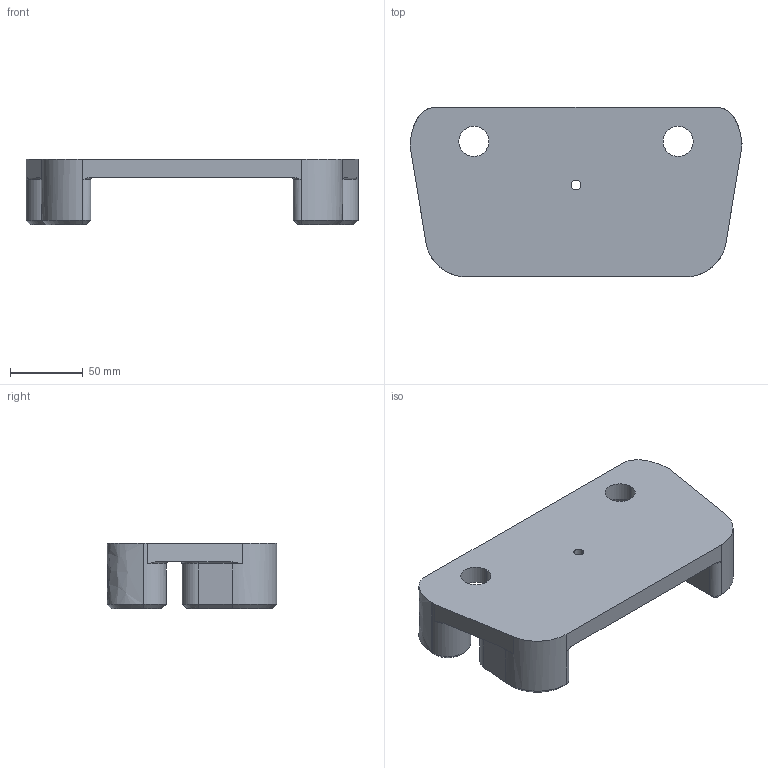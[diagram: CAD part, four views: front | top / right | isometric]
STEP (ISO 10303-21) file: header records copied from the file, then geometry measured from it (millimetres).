
FILE_DESCRIPTION (( 'STEP AP214' ), '1' );
FILE_NAME ('torque wrench adapter.STEP', '2025-10-03T00:36:15', ( '' ), ( '' ), 'SwSTEP 2.0', 'SolidWorks 2025', '' );
FILE_SCHEMA (( 'AUTOMOTIVE_DESIGN' ));
Length unit declared in the file: inch
Products named in the file (1): torque wrench adapter
Bounding box: 227.58 x 116.46 x 45.09 mm (x, y, z)
Volume: 489135.2 mm3; surface area: 74994.4 mm2
Topology: 1 solids, 1 shells, 73 faces, 182 edges, 112 vertices
Faces by surface type: plane 25, cylinder 20, bspline 12, cone 8, torus 8
Entity records: 4735 total; most frequent: CARTESIAN_POINT 3028, ORIENTED_EDGE 364, DIRECTION 330, EDGE_CURVE 182, AXIS2_PLACEMENT_3D 124, VERTEX_POINT 112, VECTOR 82, LINE 82
